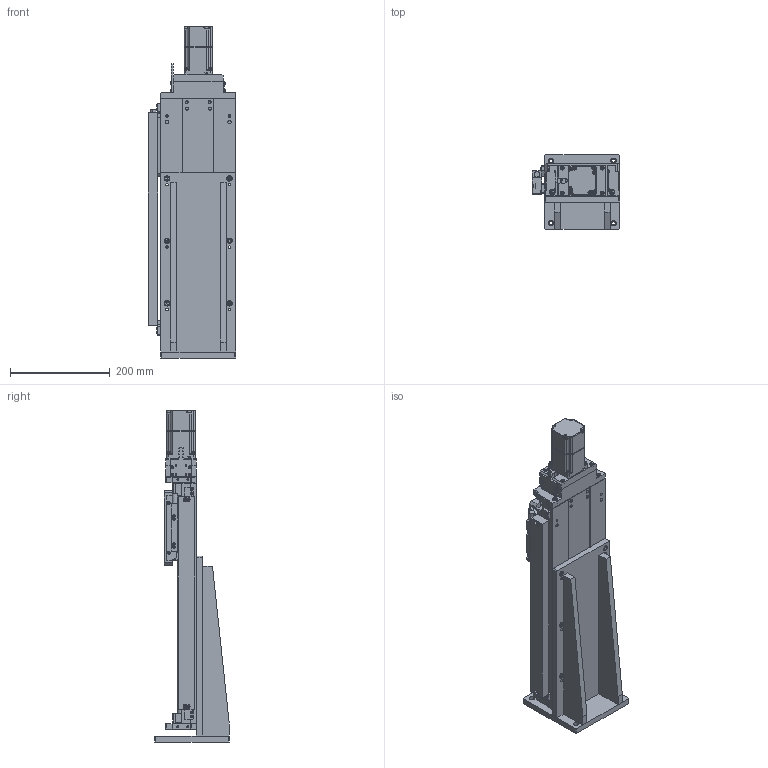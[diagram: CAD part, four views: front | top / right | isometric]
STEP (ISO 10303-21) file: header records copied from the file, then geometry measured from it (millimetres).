
FILE_DESCRIPTION (( 'STEP AP203' ), '1' );
FILE_NAME ('KA300-Z(AP203).STEP', '2023-06-19T07:43:45', ( '' ), ( '' ), 'SwSTEP 2.0', 'SolidWorks 2017', '' );
FILE_SCHEMA (( 'CONFIG_CONTROL_DESIGN' ));
Length unit declared in the file: millimetre
Products named in the file (1): KA300-Z(AP203)
Bounding box: 175 x 150 x 664.5 mm (x, y, z)
Surface area: 741078.4 mm2 (no closed solid volume)
Topology: 0 solids, 162 shells, 1687 faces, 6303 edges, 4616 vertices
Faces by surface type: plane 891, cylinder 496, torus 140, bspline 68, cone 62, sphere 30
Entity records: 71957 total; most frequent: CARTESIAN_POINT 18936, DIRECTION 11369, ORIENTED_EDGE 9353, EDGE_CURVE 6243, VERTEX_POINT 4616, AXIS2_PLACEMENT_3D 3951, VECTOR 3467, LINE 3467
